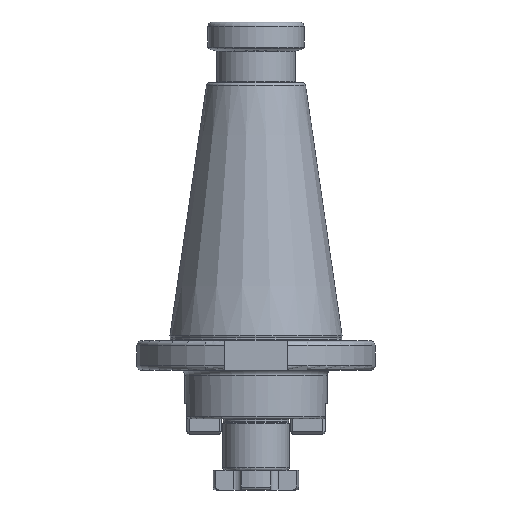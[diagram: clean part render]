
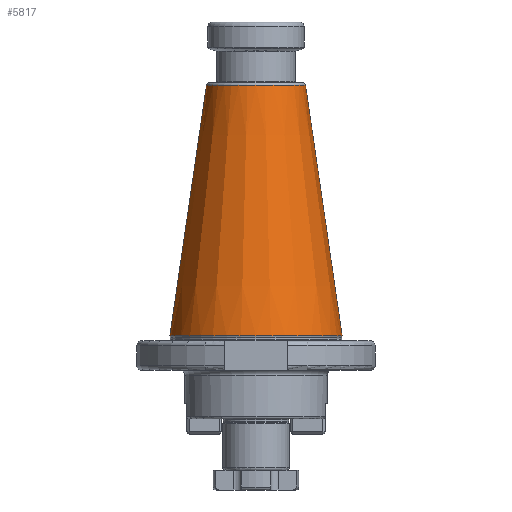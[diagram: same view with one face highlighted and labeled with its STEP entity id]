
A CAD part, left-side view. The second image highlights one B-rep face of the part: STEP entity #5817.
In plain terms, the highlighted conical face has half-angle 8.297 degrees and reference radius 27.65 mm.
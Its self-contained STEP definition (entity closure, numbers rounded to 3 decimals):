
#2140=DIRECTION('',(0,-0.144,0.99));
#2141=VECTOR('',#2140,103.254);
#2142=CARTESIAN_POINT('',(0,35.1,14));
#2143=LINE('',#2142,#2141);
#2144=DIRECTION('',(0,0.144,0.99));
#2145=VECTOR('',#2144,103.254);
#2146=CARTESIAN_POINT('',(0,-35.1,14));
#2147=LINE('',#2146,#2145);
#2148=CARTESIAN_POINT('',(0,0,14));
#2149=DIRECTION('',(0,0,1));
#2150=DIRECTION('',(0,1,0));
#2151=AXIS2_PLACEMENT_3D('',#2148,#2149,#2150);
#2173=CARTESIAN_POINT('',(0,0,116.173));
#2174=DIRECTION('',(0,0,1));
#2175=DIRECTION('',(0,1,0));
#2176=AXIS2_PLACEMENT_3D('',#2173,#2174,#2175);
#2515=CARTESIAN_POINT('',(0,35.1,14));
#2516=VERTEX_POINT('',#2515);
#2517=CARTESIAN_POINT('',(0,20.2,116.173));
#2518=VERTEX_POINT('',#2517);
#2555=CARTESIAN_POINT('',(0,-35.1,14));
#2556=VERTEX_POINT('',#2555);
#2557=CARTESIAN_POINT('',(0,-20.2,116.173));
#2558=VERTEX_POINT('',#2557);
#5803=CARTESIAN_POINT('',(0,0,65.087));
#5804=DIRECTION('',(0,0,-1));
#5805=DIRECTION('',(0,-1,0));
#5806=AXIS2_PLACEMENT_3D('',#5803,#5804,#5805);
#5807=CONICAL_SURFACE('',#5806,27.65,8.297);
#5809=ORIENTED_EDGE('',*,*,#5808,.T.);
#5811=ORIENTED_EDGE('',*,*,#5810,.T.);
#5813=ORIENTED_EDGE('',*,*,#5812,.F.);
#5814=ORIENTED_EDGE('',*,*,#5796,.F.);
#5815=EDGE_LOOP('',(#5809,#5811,#5813,#5814));
#5816=FACE_OUTER_BOUND('',#5815,.F.);
#5817=ADVANCED_FACE('',(#5816),#5807,.T.);
#2152=CIRCLE('',#2151,35.1);
#2177=CIRCLE('',#2176,20.2);
#5796=EDGE_CURVE('',#2516,#2556,#2152,.T.);
#5808=EDGE_CURVE('',#2516,#2518,#2143,.T.);
#5810=EDGE_CURVE('',#2518,#2558,#2177,.T.);
#5812=EDGE_CURVE('',#2556,#2558,#2147,.T.);
